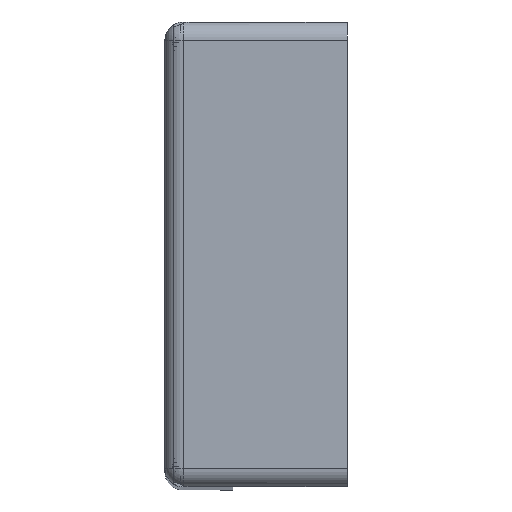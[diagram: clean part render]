
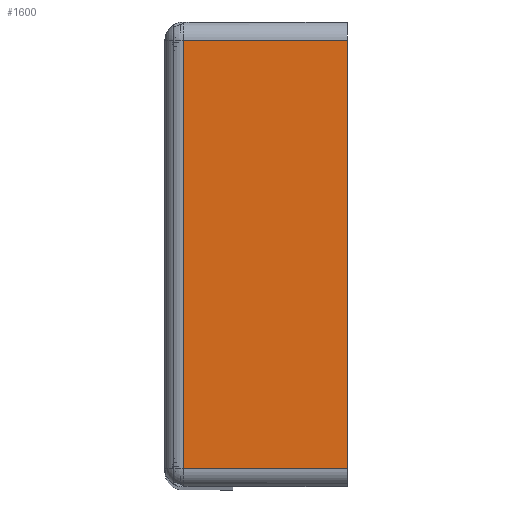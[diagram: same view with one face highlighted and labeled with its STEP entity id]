
A CAD part, top view. The second image highlights one B-rep face of the part: STEP entity #1600.
In plain terms, the highlighted planar face has unit normal (0, 0, 1).
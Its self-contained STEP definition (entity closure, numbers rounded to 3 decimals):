
#236 = CARTESIAN_POINT ( 'NONE',  ( -38.25, -30., 300. ) ) ;
#244 = DIRECTION ( 'NONE',  ( 0., 1., 0. ) ) ;
#257 = CARTESIAN_POINT ( 'NONE',  ( -34.85, -3., 300. ) ) ;
#267 = VERTEX_POINT ( 'NONE', #695 ) ;
#276 = DIRECTION ( 'NONE',  ( -1., 0., 0. ) ) ;
#301 = DIRECTION ( 'NONE',  ( 0., -1., 0. ) ) ;
#310 = EDGE_LOOP ( 'NONE', ( #1202, #1313, #1234, #1209 ) ) ;
#338 = VERTEX_POINT ( 'NONE', #428 ) ;
#373 = VERTEX_POINT ( 'NONE', #490 ) ;
#428 = CARTESIAN_POINT ( 'NONE',  ( 35.25, -3., 300. ) ) ;
#490 = CARTESIAN_POINT ( 'NONE',  ( 35.25, -30., 300. ) ) ;
#548 = FACE_OUTER_BOUND ( 'NONE', #310, .T. ) ;
#551 = DIRECTION ( 'NONE',  ( -1., 0., 0. ) ) ;
#695 = CARTESIAN_POINT ( 'NONE',  ( -35.25, -30., 300. ) ) ;
#715 = DIRECTION ( 'NONE',  ( -1., 0., 0. ) ) ;
#725 = DIRECTION ( 'NONE',  ( 0., 0., -1. ) ) ;
#793 = PLANE ( 'NONE',  #1666 ) ;
#834 = CARTESIAN_POINT ( 'NONE',  ( -35.25, -3.3, 300. ) ) ;
#872 = VERTEX_POINT ( 'NONE', #922 ) ;
#922 = CARTESIAN_POINT ( 'NONE',  ( -35.25, -3., 300. ) ) ;
#949 = CARTESIAN_POINT ( 'NONE',  ( -34.85, -3.3, 300. ) ) ;
#1068 = CARTESIAN_POINT ( 'NONE',  ( 35.25, -3.3, 300. ) ) ;
#1092 = VECTOR ( 'NONE', #244, 1000. ) ;
#1107 = VECTOR ( 'NONE', #551, 1000. ) ;
#1109 = LINE ( 'NONE', #1068, #1092 ) ;
#1117 = VECTOR ( 'NONE', #301, 1000. ) ;
#1119 = LINE ( 'NONE', #236, #1107 ) ;
#1122 = VECTOR ( 'NONE', #276, 1000. ) ;
#1125 = LINE ( 'NONE', #834, #1117 ) ;
#1148 = LINE ( 'NONE', #257, #1122 ) ;
#1202 = ORIENTED_EDGE ( 'NONE', *, *, #1215, .T. ) ;
#1209 = ORIENTED_EDGE ( 'NONE', *, *, #1236, .T. ) ;
#1215 = EDGE_CURVE ( 'NONE', #338, #872, #1148, .T. ) ;
#1222 = EDGE_CURVE ( 'NONE', #872, #267, #1125, .T. ) ;
#1227 = EDGE_CURVE ( 'NONE', #373, #267, #1119, .T. ) ;
#1234 = ORIENTED_EDGE ( 'NONE', *, *, #1227, .F. ) ;
#1236 = EDGE_CURVE ( 'NONE', #373, #338, #1109, .T. ) ;
#1313 = ORIENTED_EDGE ( 'NONE', *, *, #1222, .T. ) ;
#1600 = ADVANCED_FACE ( 'NONE', ( #548 ), #793, .F. ) ;
#1666 = AXIS2_PLACEMENT_3D ( 'NONE', #949, #725, #715 ) ;
